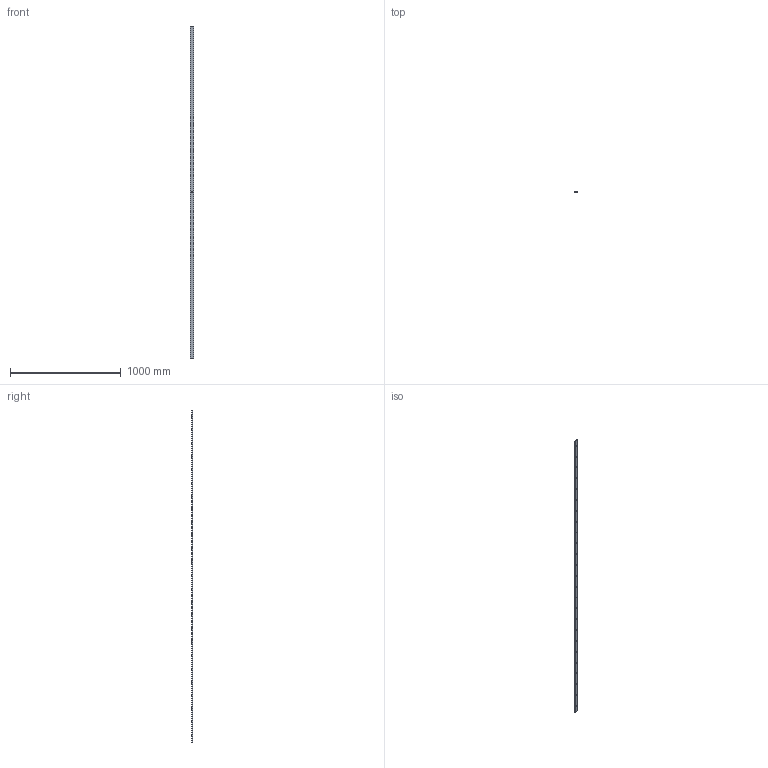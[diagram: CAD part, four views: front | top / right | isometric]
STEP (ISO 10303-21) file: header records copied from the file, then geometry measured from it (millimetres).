
FILE_DESCRIPTION (( 'STEP AP203' ), '1' );
FILE_NAME ('2305-N.STEP', '2022-04-28T13:50:23', ( '' ), ( '' ), 'SwSTEP 2.0', 'SolidWorks 2018', '' );
FILE_SCHEMA (( 'CONFIG_CONTROL_DESIGN' ));
Length unit declared in the file: millimetre
Products named in the file (1): 2305-N
Bounding box: 30 x 10 x 3000 mm (x, y, z)
Volume: 549670.8 mm3; surface area: 217626.9 mm2
Topology: 1 solids, 1 shells, 260 faces, 667 edges, 453 vertices
Faces by surface type: plane 130, bspline 105, sphere 25
Entity records: 12831 total; most frequent: CARTESIAN_POINT 7094, ORIENTED_EDGE 1334, DIRECTION 794, EDGE_CURVE 667, VERTEX_POINT 453, LINE 432, VECTOR 432, EDGE_LOOP 304
